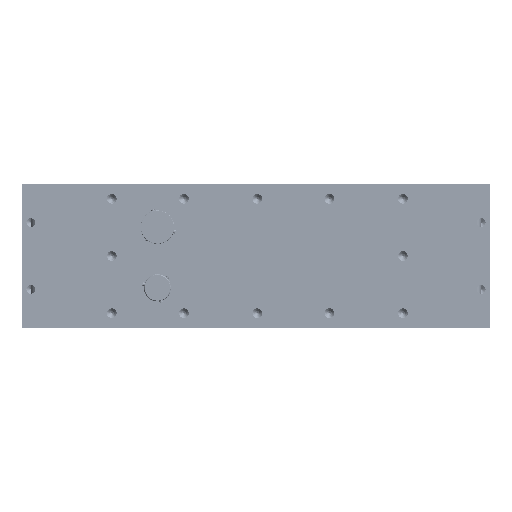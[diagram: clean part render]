
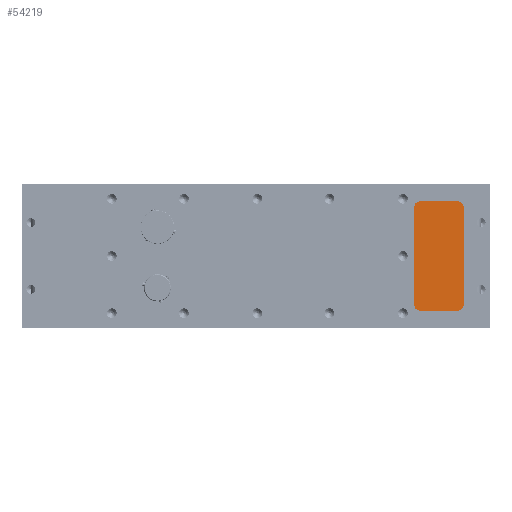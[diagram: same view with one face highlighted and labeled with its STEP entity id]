
A CAD part, front view. The second image highlights one B-rep face of the part: STEP entity #54219.
In plain terms, the highlighted planar face has unit normal (0, -1, 0).
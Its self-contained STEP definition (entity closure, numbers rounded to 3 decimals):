
#3362 = ORIENTED_EDGE ( 'NONE', *, *, #21379, .T. ) ;
#4929 = VERTEX_POINT ( 'NONE', #25199 ) ;
#10265 = EDGE_LOOP ( 'NONE', ( #99424, #91066, #3362, #46425, #86196, #101284, #76470, #83567 ) ) ;
#15852 = EDGE_CURVE ( 'NONE', #106860, #56066, #77957, .T. ) ;
#16858 = CIRCLE ( 'NONE', #91687, 3. ) ;
#18450 = CARTESIAN_POINT ( 'NONE',  ( 93., -139.25, 70. ) ) ;
#19004 = LINE ( 'NONE', #59872, #57101 ) ;
#21379 = EDGE_CURVE ( 'NONE', #56066, #67344, #16858, .T. ) ;
#25199 = CARTESIAN_POINT ( 'NONE',  ( 93., -139.25, 70. ) ) ;
#25577 = CARTESIAN_POINT ( 'NONE',  ( 90., -139.25, 67. ) ) ;
#27006 = CARTESIAN_POINT ( 'NONE',  ( 118., -139.25, 67. ) ) ;
#28936 = CIRCLE ( 'NONE', #52481, 3. ) ;
#29295 = VECTOR ( 'NONE', #47698, 1000. ) ;
#35288 = VERTEX_POINT ( 'NONE', #67691 ) ;
#39434 = CARTESIAN_POINT ( 'NONE',  ( 115., -139.25, 8. ) ) ;
#41246 = DIRECTION ( 'NONE',  ( 0., -1., 0. ) ) ;
#41892 = CARTESIAN_POINT ( 'NONE',  ( 115., -139.25, 11. ) ) ;
#46425 = ORIENTED_EDGE ( 'NONE', *, *, #60605, .T. ) ;
#46635 = EDGE_CURVE ( 'NONE', #35288, #127742, #19004, .T. ) ;
#47698 = DIRECTION ( 'NONE',  ( 0., 0., -1. ) ) ;
#48528 = CARTESIAN_POINT ( 'NONE',  ( 90., -139.25, 11. ) ) ;
#50597 = AXIS2_PLACEMENT_3D ( 'NONE', #128293, #68751, #98836 ) ;
#51076 = DIRECTION ( 'NONE',  ( 0., -1., 0. ) ) ;
#51550 = CARTESIAN_POINT ( 'NONE',  ( 115., -139.25, 67. ) ) ;
#52481 = AXIS2_PLACEMENT_3D ( 'NONE', #103647, #131152, #112373 ) ;
#54219 = ADVANCED_FACE ( 'NONE', ( #113302 ), #92545, .T. ) ;
#56066 = VERTEX_POINT ( 'NONE', #91429 ) ;
#57101 = VECTOR ( 'NONE', #88681, 1000. ) ;
#59872 = CARTESIAN_POINT ( 'NONE',  ( 93., -139.25, 8. ) ) ;
#60249 = CARTESIAN_POINT ( 'NONE',  ( 118., -139.25, 11. ) ) ;
#60605 = EDGE_CURVE ( 'NONE', #67344, #4929, #99456, .T. ) ;
#66418 = AXIS2_PLACEMENT_3D ( 'NONE', #123318, #51076, #131398 ) ;
#67344 = VERTEX_POINT ( 'NONE', #98700 ) ;
#67691 = CARTESIAN_POINT ( 'NONE',  ( 93., -139.25, 8. ) ) ;
#68751 = DIRECTION ( 'NONE',  ( 0., -1., 0. ) ) ;
#70343 = DIRECTION ( 'NONE',  ( 0., 0., 1. ) ) ;
#71569 = CIRCLE ( 'NONE', #127136, 3. ) ;
#72020 = DIRECTION ( 'NONE',  ( 0., 0., -1. ) ) ;
#76470 = ORIENTED_EDGE ( 'NONE', *, *, #78033, .T. ) ;
#77957 = LINE ( 'NONE', #27006, #114523 ) ;
#78033 = EDGE_CURVE ( 'NONE', #91987, #35288, #28936, .T. ) ;
#79150 = LINE ( 'NONE', #25577, #29295 ) ;
#83567 = ORIENTED_EDGE ( 'NONE', *, *, #46635, .T. ) ;
#86196 = ORIENTED_EDGE ( 'NONE', *, *, #95744, .T. ) ;
#88061 = CARTESIAN_POINT ( 'NONE',  ( 90., -139.25, 67. ) ) ;
#88639 = DIRECTION ( 'NONE',  ( 0., 0., 1. ) ) ;
#88681 = DIRECTION ( 'NONE',  ( 1., 0., 0. ) ) ;
#90422 = DIRECTION ( 'NONE',  ( 0., -1., 0. ) ) ;
#91066 = ORIENTED_EDGE ( 'NONE', *, *, #15852, .T. ) ;
#91429 = CARTESIAN_POINT ( 'NONE',  ( 118., -139.25, 67. ) ) ;
#91687 = AXIS2_PLACEMENT_3D ( 'NONE', #51550, #90422, #70343 ) ;
#91987 = VERTEX_POINT ( 'NONE', #48528 ) ;
#92545 = PLANE ( 'NONE',  #66418 ) ;
#95744 = EDGE_CURVE ( 'NONE', #4929, #119330, #121084, .T. ) ;
#98223 = EDGE_CURVE ( 'NONE', #119330, #91987, #79150, .T. ) ;
#98700 = CARTESIAN_POINT ( 'NONE',  ( 115., -139.25, 70. ) ) ;
#98836 = DIRECTION ( 'NONE',  ( 0., 0., -1. ) ) ;
#99424 = ORIENTED_EDGE ( 'NONE', *, *, #112277, .T. ) ;
#99456 = LINE ( 'NONE', #18450, #120630 ) ;
#101284 = ORIENTED_EDGE ( 'NONE', *, *, #98223, .T. ) ;
#103647 = CARTESIAN_POINT ( 'NONE',  ( 93., -139.25, 11. ) ) ;
#106860 = VERTEX_POINT ( 'NONE', #60249 ) ;
#108843 = DIRECTION ( 'NONE',  ( -1., 0., 0. ) ) ;
#112277 = EDGE_CURVE ( 'NONE', #127742, #106860, #71569, .T. ) ;
#112373 = DIRECTION ( 'NONE',  ( 0., 0., -1. ) ) ;
#113302 = FACE_OUTER_BOUND ( 'NONE', #10265, .T. ) ;
#114523 = VECTOR ( 'NONE', #88639, 1000. ) ;
#119330 = VERTEX_POINT ( 'NONE', #88061 ) ;
#120630 = VECTOR ( 'NONE', #108843, 1000. ) ;
#121084 = CIRCLE ( 'NONE', #50597, 3. ) ;
#123318 = CARTESIAN_POINT ( 'NONE',  ( 115., -139.25, 11. ) ) ;
#127136 = AXIS2_PLACEMENT_3D ( 'NONE', #41892, #41246, #72020 ) ;
#127742 = VERTEX_POINT ( 'NONE', #39434 ) ;
#128293 = CARTESIAN_POINT ( 'NONE',  ( 93., -139.25, 67. ) ) ;
#131152 = DIRECTION ( 'NONE',  ( 0., -1., 0. ) ) ;
#131398 = DIRECTION ( 'NONE',  ( 0., 0., -1. ) ) ;
